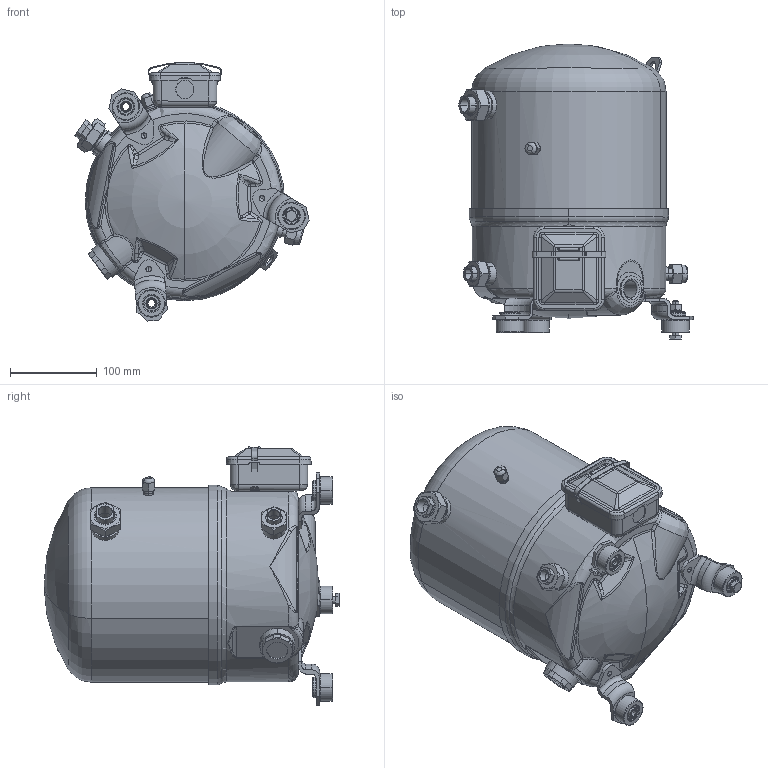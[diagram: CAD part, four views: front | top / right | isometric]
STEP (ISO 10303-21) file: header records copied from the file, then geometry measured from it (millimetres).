
FILE_DESCRIPTION((''),'2;1');
FILE_NAME('8501026E_ASM','2010-04-22T',('frcc5344'),('DANFOSS COMMERCIAL COMPRESSOR'),'PRO/ENGINEER BY PARAMETRIC TECHNOLOGY CORPORATION, 2006200','PRO/ENGINEER BY PARAMETRIC TECHNOLOGY CORPORATION, 2006200','');
FILE_SCHEMA(('CONFIG_CONTROL_DESIGN'));
Products named in the file (2): _8501026E; 8501026E_ASM
Assembly tree (1 placements, depth 2):
  8501026E_ASM
    _8501026E
Bounding box: 270.44 x 341.5 x 297.9 mm (x, y, z)
Surface area: 669639.8 mm2 (no closed solid volume)
Topology: 0 solids, 44 shells, 1626 faces, 3763 edges, 2237 vertices
Faces by surface type: cylinder 524, plane 401, bspline 245, torus 213, cone 158, sphere 85
Entity records: 56279 total; most frequent: CARTESIAN_POINT 21196, ORIENTED_EDGE 7362, DIRECTION 7187, EDGE_CURVE 3717, AXIS2_PLACEMENT_3D 2953, VERTEX_POINT 2237, EDGE_LOOP 1771, FACE_OUTER_BOUND 1626
